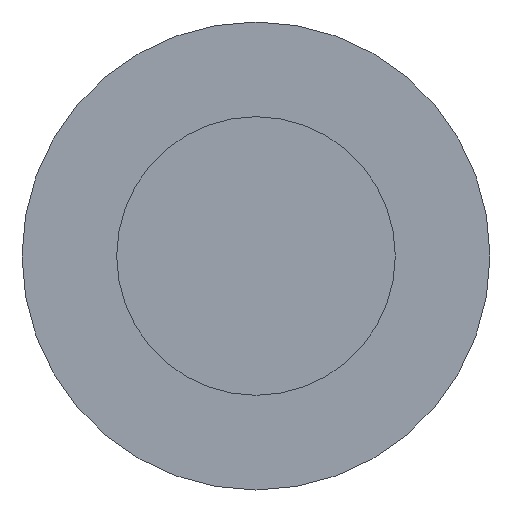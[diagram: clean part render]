
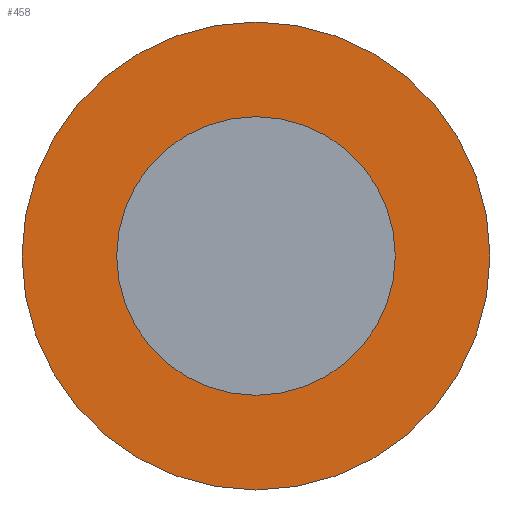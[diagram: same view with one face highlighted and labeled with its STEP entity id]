
A CAD part, front view. The second image highlights one B-rep face of the part: STEP entity #458.
In plain terms, the highlighted planar face has unit normal (0, -1, 0).
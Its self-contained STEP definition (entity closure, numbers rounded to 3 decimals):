
#58=FACE_BOUND('',#142,.T.);
#111=FACE_OUTER_BOUND('',#141,.T.);
#141=EDGE_LOOP('',(#330,#331));
#142=EDGE_LOOP('',(#332,#333));
#172=CIRCLE('',#495,1.);
#174=CIRCLE('',#497,1.);
#175=CIRCLE('',#499,2.1);
#176=CIRCLE('',#500,2.1);
#197=VERTEX_POINT('',#659);
#198=VERTEX_POINT('',#660);
#199=VERTEX_POINT('',#665);
#200=VERTEX_POINT('',#666);
#246=EDGE_CURVE('',#197,#198,#172,.T.);
#248=EDGE_CURVE('',#198,#197,#174,.T.);
#249=EDGE_CURVE('',#199,#200,#175,.T.);
#250=EDGE_CURVE('',#200,#199,#176,.T.);
#330=ORIENTED_EDGE('',*,*,#249,.T.);
#331=ORIENTED_EDGE('',*,*,#250,.T.);
#332=ORIENTED_EDGE('',*,*,#246,.T.);
#333=ORIENTED_EDGE('',*,*,#248,.T.);
#452=PLANE('',#498);
#458=ADVANCED_FACE('',(#111,#58),#452,.T.);
#495=AXIS2_PLACEMENT_3D('',#661,#556,#557);
#497=AXIS2_PLACEMENT_3D('',#663,#560,#561);
#498=AXIS2_PLACEMENT_3D('',#664,#562,#563);
#499=AXIS2_PLACEMENT_3D('',#667,#564,#565);
#500=AXIS2_PLACEMENT_3D('',#668,#566,#567);
#556=DIRECTION('center_axis',(0.,1.,0.));
#557=DIRECTION('ref_axis',(1.,0.,0.));
#560=DIRECTION('center_axis',(0.,1.,0.));
#561=DIRECTION('ref_axis',(-1.,0.,0.));
#562=DIRECTION('center_axis',(0.,-1.,0.));
#563=DIRECTION('ref_axis',(0.,0.,-1.));
#564=DIRECTION('center_axis',(0.,-1.,0.));
#565=DIRECTION('ref_axis',(1.,0.,0.));
#566=DIRECTION('center_axis',(0.,-1.,0.));
#567=DIRECTION('ref_axis',(-1.,0.,0.));
#659=CARTESIAN_POINT('',(1.151,2.85,0.));
#660=CARTESIAN_POINT('',(-0.849,2.85,0.));
#661=CARTESIAN_POINT('Origin',(0.151,2.85,0.));
#663=CARTESIAN_POINT('Origin',(0.151,2.85,0.));
#664=CARTESIAN_POINT('Origin',(0.151,2.85,0.));
#665=CARTESIAN_POINT('',(2.251,2.85,0.));
#666=CARTESIAN_POINT('',(-1.949,2.85,0.));
#667=CARTESIAN_POINT('Origin',(0.151,2.85,0.));
#668=CARTESIAN_POINT('Origin',(0.151,2.85,0.));
